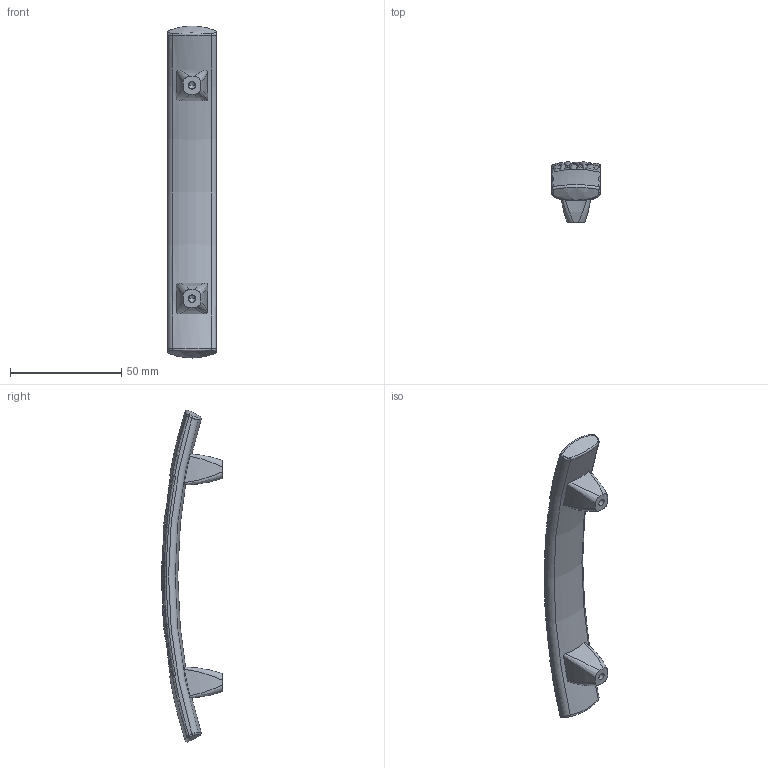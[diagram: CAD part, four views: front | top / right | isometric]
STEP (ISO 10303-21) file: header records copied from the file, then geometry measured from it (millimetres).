
FILE_DESCRIPTION(('Creo Elements/Direct Modeling STEP Export'),'2;1');
FILE_NAME('2162-150.stp','2017-09-06T15:21:54',(''),(''),'Creo Elements/Direct Modeling STEP processor for AP214 (Solid Model)','Creo Elements/Direct Modeling 20.0 12-Nov-2016 (C) Parametric Technology GmbH','');
FILE_SCHEMA(('AUTOMOTIVE_DESIGN { 1 0 10303 214 1 1 1 1 }'));
Products named in the file (1): Griff
Bounding box: 22 x 27.34 x 149.49 mm (x, y, z)
Volume: 24234.9 mm3; surface area: 9483.8 mm2
Topology: 1 solids, 1 shells, 144 faces, 343 edges, 195 vertices
Faces by surface type: bspline 96, cylinder 16, torus 13, plane 8, sphere 7, cone 4
Entity records: 119379 total; most frequent: CARTESIAN_POINT 116704, ORIENTED_EDGE 662, DIRECTION 366, EDGE_CURVE 331, VERTEX_POINT 195, B_SPLINE_CURVE_WITH_KNOTS 172, AXIS2_PLACEMENT_3D 171, EDGE_LOOP 150
